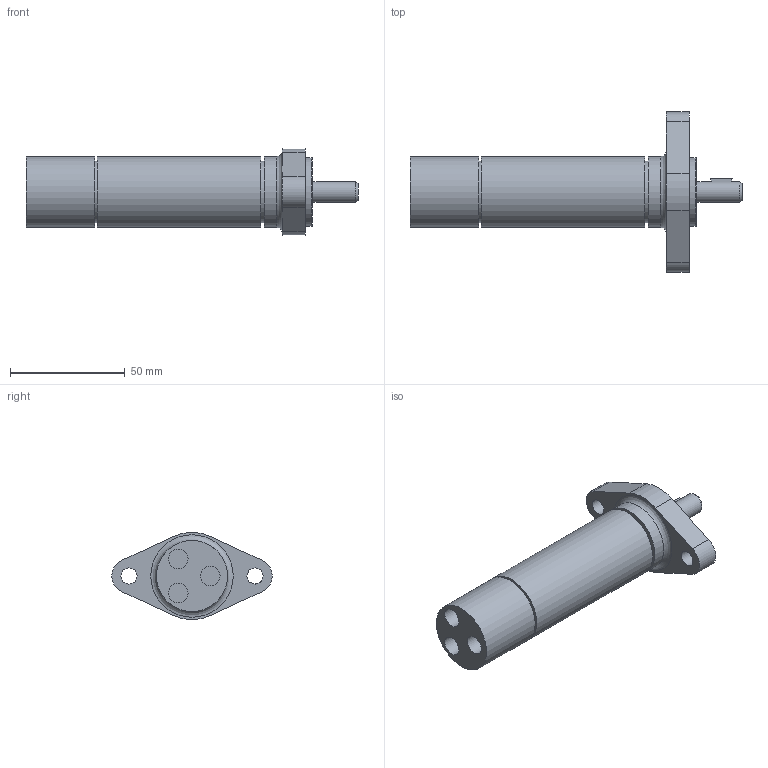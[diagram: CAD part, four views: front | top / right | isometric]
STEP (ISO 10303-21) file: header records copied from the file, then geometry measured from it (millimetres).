
FILE_DESCRIPTION((''),'2;1');
FILE_NAME('MUD 9-330_29906475.stp','2009-06-04T13:39:48',('rmorof'),(''),'Autodesk Inventor 2008','Autodesk Inventor 2008','');
FILE_SCHEMA(('CONFIG_CONTROL_DESIGN'));
Length unit declared in the file: millimetre
Products named in the file (1): MUD 9-330_29906475
Bounding box: 144.9 x 70 x 37.86 mm (x, y, z)
Volume: 102385 mm3; surface area: 18979.9 mm2
Topology: 1 solids, 1 shells, 51 faces, 116 edges, 78 vertices
Faces by surface type: plane 24, cylinder 14, bspline 11, cone 2
Full cylindrical faces by diameter (mm): 9 x1, 26.789 x2, 28 x1, 30 x1, 31 x3
Entity records: 1509 total; most frequent: CARTESIAN_POINT 428, DIRECTION 212, ORIENTED_EDGE 160, AXIS2_PLACEMENT_3D 93, EDGE_LOOP 90, EDGE_CURVE 80, VERTEX_POINT 64, CIRCLE 52
